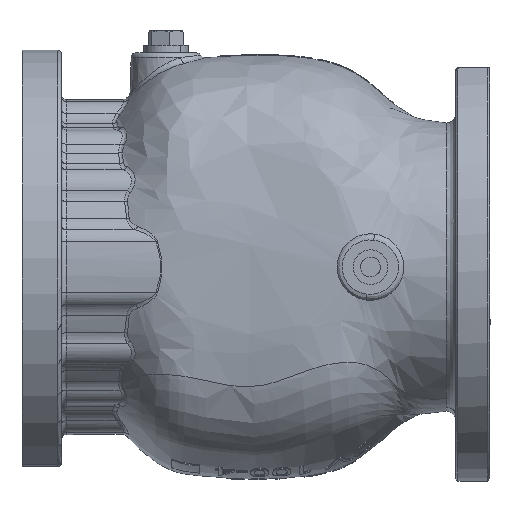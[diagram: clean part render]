
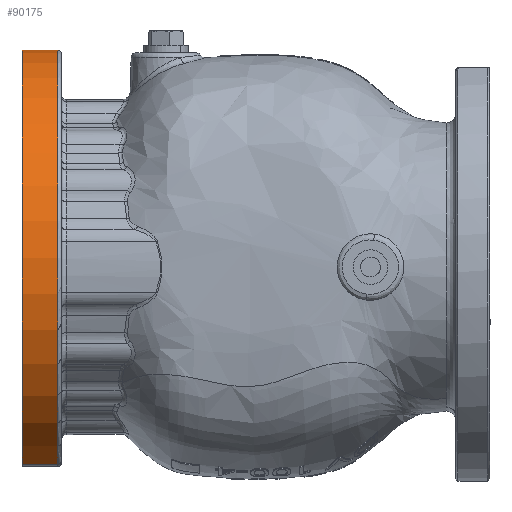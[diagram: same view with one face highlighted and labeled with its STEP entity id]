
A CAD part, front view. The second image highlights one B-rep face of the part: STEP entity #90175.
In plain terms, the highlighted cylindrical face has radius 88 mm (diameter 176 mm), a partial arc.
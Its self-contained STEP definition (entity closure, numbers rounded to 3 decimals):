
#3030 = DIRECTION ( 'NONE',  ( -1., 0., 0. ) ) ;
#3057 = CARTESIAN_POINT ( 'NONE',  ( 16., 0., 0. ) ) ;
#3098 = CARTESIAN_POINT ( 'NONE',  ( 17.5, 0., 88. ) ) ;
#3350 = DIRECTION ( 'NONE',  ( -1., 0., 0. ) ) ;
#3351 = CARTESIAN_POINT ( 'NONE',  ( 17.5, -36.436, -80.103 ) ) ;
#3540 = DIRECTION ( 'NONE',  ( -1., 0., 0. ) ) ;
#3722 = DIRECTION ( 'NONE',  ( 0., 0., -1. ) ) ;
#24105 = AXIS2_PLACEMENT_3D ( 'NONE', #93046, #93035, #93027 ) ;
#35901 = VERTEX_POINT ( 'NONE', #45647 ) ;
#36337 = VERTEX_POINT ( 'NONE', #44389 ) ;
#37004 = VERTEX_POINT ( 'NONE', #44241 ) ;
#44241 = CARTESIAN_POINT ( 'NONE',  ( 1.5, 0., 88. ) ) ;
#44389 = CARTESIAN_POINT ( 'NONE',  ( 16., -36.436, -80.103 ) ) ;
#45647 = CARTESIAN_POINT ( 'NONE',  ( 16., 0., 88. ) ) ;
#52595 = EDGE_CURVE ( 'NONE', #36337, #58231, #91316, .T. ) ;
#52647 = EDGE_CURVE ( 'NONE', #36337, #35901, #91944, .T. ) ;
#52648 = EDGE_CURVE ( 'NONE', #35901, #37004, #91692, .T. ) ;
#52777 = EDGE_CURVE ( 'NONE', #37004, #58231, #92028, .T. ) ;
#56172 = CARTESIAN_POINT ( 'NONE',  ( 1.5, 0., 0. ) ) ;
#56435 = DIRECTION ( 'NONE',  ( 0., 0., -1. ) ) ;
#57015 = DIRECTION ( 'NONE',  ( 1., 0., 0. ) ) ;
#58231 = VERTEX_POINT ( 'NONE', #99843 ) ;
#58285 = FACE_OUTER_BOUND ( 'NONE', #66410, .T. ) ;
#58302 = CYLINDRICAL_SURFACE ( 'NONE', #24105, 88. ) ;
#66410 = EDGE_LOOP ( 'NONE', ( #66846, #67595, #67608, #67615 ) ) ;
#66846 = ORIENTED_EDGE ( 'NONE', *, *, #52647, .T. ) ;
#67595 = ORIENTED_EDGE ( 'NONE', *, *, #52648, .T. ) ;
#67608 = ORIENTED_EDGE ( 'NONE', *, *, #52777, .T. ) ;
#67615 = ORIENTED_EDGE ( 'NONE', *, *, #52595, .F. ) ;
#70180 = AXIS2_PLACEMENT_3D ( 'NONE', #56172, #57015, #56435 ) ;
#70493 = AXIS2_PLACEMENT_3D ( 'NONE', #3057, #3030, #3722 ) ;
#90175 = ADVANCED_FACE ( 'NONE', ( #58285 ), #58302, .T. ) ;
#91316 = LINE ( 'NONE', #3351, #91342 ) ;
#91342 = VECTOR ( 'NONE', #3350, 1000. ) ;
#91682 = VECTOR ( 'NONE', #3540, 1000. ) ;
#91692 = LINE ( 'NONE', #3098, #91682 ) ;
#91944 = CIRCLE ( 'NONE', #70493, 88. ) ;
#92028 = CIRCLE ( 'NONE', #70180, 88. ) ;
#93027 = DIRECTION ( 'NONE',  ( 0., 0., 1. ) ) ;
#93035 = DIRECTION ( 'NONE',  ( -1., 0., 0. ) ) ;
#93046 = CARTESIAN_POINT ( 'NONE',  ( 17.5, 0., 0. ) ) ;
#99843 = CARTESIAN_POINT ( 'NONE',  ( 1.5, -36.436, -80.103 ) ) ;
